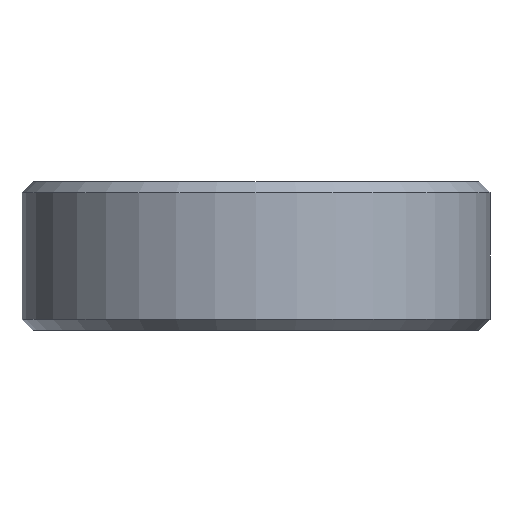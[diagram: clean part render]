
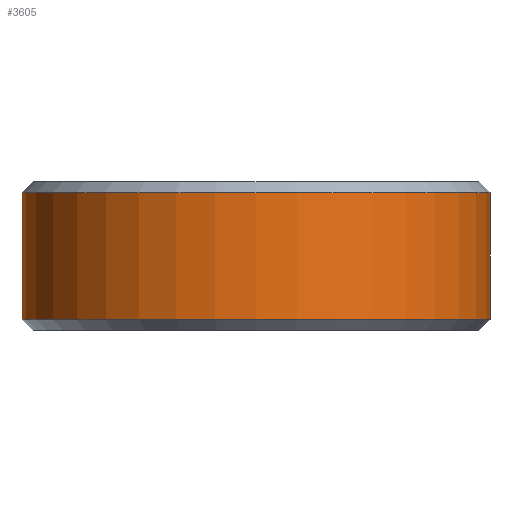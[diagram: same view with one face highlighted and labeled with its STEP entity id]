
A CAD part, front view. The second image highlights one B-rep face of the part: STEP entity #3605.
In plain terms, the highlighted cylindrical face has radius 11 mm (diameter 22 mm), a partial arc.
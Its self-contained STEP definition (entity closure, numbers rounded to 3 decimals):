
#742 = CARTESIAN_POINT ( 'NONE',  ( -11., 0., 0. ) ) ;
#1275 = VECTOR ( 'NONE', #12233, 1000. ) ;
#1769 = EDGE_CURVE ( 'NONE', #7593, #3766, #12957, .T. ) ;
#1812 = ORIENTED_EDGE ( 'NONE', *, *, #1769, .F. ) ;
#2039 = DIRECTION ( 'NONE',  ( -1., 0., 0. ) ) ;
#2178 = DIRECTION ( 'NONE',  ( 0., 0., -1. ) ) ;
#2224 = CARTESIAN_POINT ( 'NONE',  ( 11., 0., -2.975 ) ) ;
#2858 = CARTESIAN_POINT ( 'NONE',  ( 0., 0., 0. ) ) ;
#3181 = ORIENTED_EDGE ( 'NONE', *, *, #5136, .T. ) ;
#3605 = ADVANCED_FACE ( 'NONE', ( #3938 ), #12737, .T. ) ;
#3766 = VERTEX_POINT ( 'NONE', #4462 ) ;
#3816 = EDGE_CURVE ( 'NONE', #9779, #3766, #11893, .T. ) ;
#3834 = AXIS2_PLACEMENT_3D ( 'NONE', #2858, #7416, #11720 ) ;
#3904 = EDGE_LOOP ( 'NONE', ( #1812, #3181, #8060, #7360 ) ) ;
#3938 = FACE_OUTER_BOUND ( 'NONE', #3904, .T. ) ;
#4462 = CARTESIAN_POINT ( 'NONE',  ( -11., 0., 2.975 ) ) ;
#5012 = CIRCLE ( 'NONE', #13047, 11. ) ;
#5136 = EDGE_CURVE ( 'NONE', #7593, #12845, #5012, .T. ) ;
#5703 = AXIS2_PLACEMENT_3D ( 'NONE', #11121, #2178, #2039 ) ;
#6914 = CARTESIAN_POINT ( 'NONE',  ( 11., 0., 0. ) ) ;
#7356 = DIRECTION ( 'NONE',  ( 0., 0., 1. ) ) ;
#7360 = ORIENTED_EDGE ( 'NONE', *, *, #3816, .T. ) ;
#7416 = DIRECTION ( 'NONE',  ( 0., 0., 1. ) ) ;
#7593 = VERTEX_POINT ( 'NONE', #9117 ) ;
#8060 = ORIENTED_EDGE ( 'NONE', *, *, #13247, .T. ) ;
#8781 = DIRECTION ( 'NONE',  ( 1., 0., 0. ) ) ;
#9117 = CARTESIAN_POINT ( 'NONE',  ( -11., 0., -2.975 ) ) ;
#9306 = VECTOR ( 'NONE', #7356, 1000. ) ;
#9654 = DIRECTION ( 'NONE',  ( 0., 0., 1. ) ) ;
#9779 = VERTEX_POINT ( 'NONE', #9939 ) ;
#9939 = CARTESIAN_POINT ( 'NONE',  ( 11., 0., 2.975 ) ) ;
#10802 = CARTESIAN_POINT ( 'NONE',  ( 0., 0., -2.975 ) ) ;
#11121 = CARTESIAN_POINT ( 'NONE',  ( 0., 0., 2.975 ) ) ;
#11720 = DIRECTION ( 'NONE',  ( 1., 0., 0. ) ) ;
#11893 = CIRCLE ( 'NONE', #5703, 11. ) ;
#12233 = DIRECTION ( 'NONE',  ( 0., 0., 1. ) ) ;
#12737 = CYLINDRICAL_SURFACE ( 'NONE', #3834, 11. ) ;
#12845 = VERTEX_POINT ( 'NONE', #2224 ) ;
#12957 = LINE ( 'NONE', #742, #9306 ) ;
#13047 = AXIS2_PLACEMENT_3D ( 'NONE', #10802, #9654, #8781 ) ;
#13247 = EDGE_CURVE ( 'NONE', #12845, #9779, #13474, .T. ) ;
#13474 = LINE ( 'NONE', #6914, #1275 ) ;
